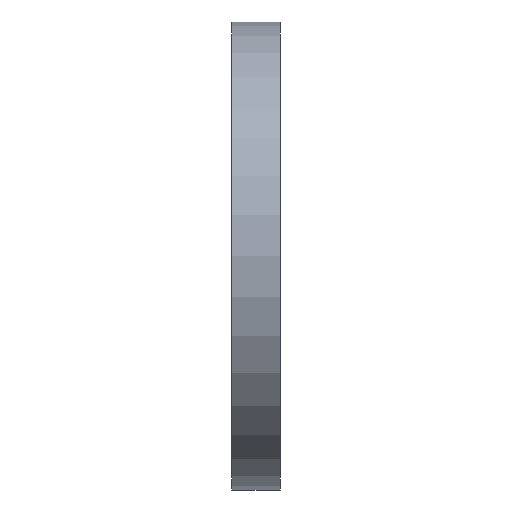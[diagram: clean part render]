
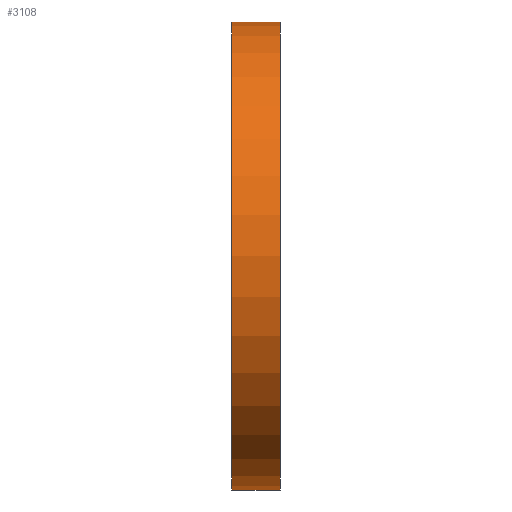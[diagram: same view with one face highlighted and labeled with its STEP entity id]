
A CAD part, left-side view. The second image highlights one B-rep face of the part: STEP entity #3108.
In plain terms, the highlighted cylindrical face has radius 76.2 mm (diameter 152.4 mm), a partial arc.
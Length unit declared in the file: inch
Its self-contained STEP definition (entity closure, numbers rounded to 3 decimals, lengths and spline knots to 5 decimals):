
#8 = LINE ( 'NONE', #3322, #1087 ) ;
#55 = DIRECTION ( 'NONE',  ( 0., -1., 0. ) ) ;
#202 = DIRECTION ( 'NONE',  ( 0., -1., 0. ) ) ;
#233 = VERTEX_POINT ( 'NONE', #2837 ) ;
#396 = EDGE_CURVE ( 'NONE', #233, #3938, #3344, .T. ) ;
#514 = CARTESIAN_POINT ( 'NONE',  ( 0., 0., 0. ) ) ;
#671 = VECTOR ( 'NONE', #55, 39.37008 ) ;
#756 = CARTESIAN_POINT ( 'NONE',  ( 0., 0.625, 3. ) ) ;
#775 = EDGE_CURVE ( 'NONE', #919, #233, #1756, .T. ) ;
#867 = CYLINDRICAL_SURFACE ( 'NONE', #4156, 3. ) ;
#919 = VERTEX_POINT ( 'NONE', #4248 ) ;
#965 = CARTESIAN_POINT ( 'NONE',  ( 0., 0., 3. ) ) ;
#1087 = VECTOR ( 'NONE', #1170, 39.37008 ) ;
#1170 = DIRECTION ( 'NONE',  ( 0., -1., 0. ) ) ;
#1254 = VERTEX_POINT ( 'NONE', #1317 ) ;
#1255 = DIRECTION ( 'NONE',  ( 0., 0., -1. ) ) ;
#1302 = FACE_OUTER_BOUND ( 'NONE', #4511, .T. ) ;
#1317 = CARTESIAN_POINT ( 'NONE',  ( 0., 0., -3. ) ) ;
#1693 = CIRCLE ( 'NONE', #3603, 3. ) ;
#1715 = ORIENTED_EDGE ( 'NONE', *, *, #775, .F. ) ;
#1756 = CIRCLE ( 'NONE', #2448, 3. ) ;
#1986 = DIRECTION ( 'NONE',  ( 0., 1., 0. ) ) ;
#2108 = CARTESIAN_POINT ( 'NONE',  ( 0., 0.625, 0. ) ) ;
#2279 = EDGE_CURVE ( 'NONE', #1254, #3938, #1693, .T. ) ;
#2448 = AXIS2_PLACEMENT_3D ( 'NONE', #2108, #3179, #3972 ) ;
#2458 = ORIENTED_EDGE ( 'NONE', *, *, #2279, .T. ) ;
#2837 = CARTESIAN_POINT ( 'NONE',  ( 0., 0.625, 3. ) ) ;
#3100 = DIRECTION ( 'NONE',  ( 0., 0., 1. ) ) ;
#3108 = ADVANCED_FACE ( 'NONE', ( #1302 ), #867, .T. ) ;
#3179 = DIRECTION ( 'NONE',  ( 0., 1., 0. ) ) ;
#3322 = CARTESIAN_POINT ( 'NONE',  ( 0., 0.625, -3. ) ) ;
#3344 = LINE ( 'NONE', #756, #671 ) ;
#3603 = AXIS2_PLACEMENT_3D ( 'NONE', #514, #1986, #3100 ) ;
#3737 = ORIENTED_EDGE ( 'NONE', *, *, #396, .F. ) ;
#3827 = EDGE_CURVE ( 'NONE', #919, #1254, #8, .T. ) ;
#3938 = VERTEX_POINT ( 'NONE', #965 ) ;
#3972 = DIRECTION ( 'NONE',  ( 0., 0., 1. ) ) ;
#4156 = AXIS2_PLACEMENT_3D ( 'NONE', #4227, #202, #1255 ) ;
#4227 = CARTESIAN_POINT ( 'NONE',  ( 0., 0.625, 0. ) ) ;
#4248 = CARTESIAN_POINT ( 'NONE',  ( 0., 0.625, -3. ) ) ;
#4511 = EDGE_LOOP ( 'NONE', ( #3737, #1715, #4591, #2458 ) ) ;
#4591 = ORIENTED_EDGE ( 'NONE', *, *, #3827, .T. ) ;
